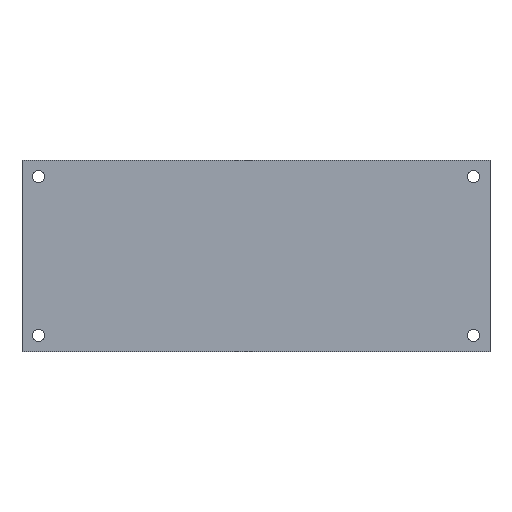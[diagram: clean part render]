
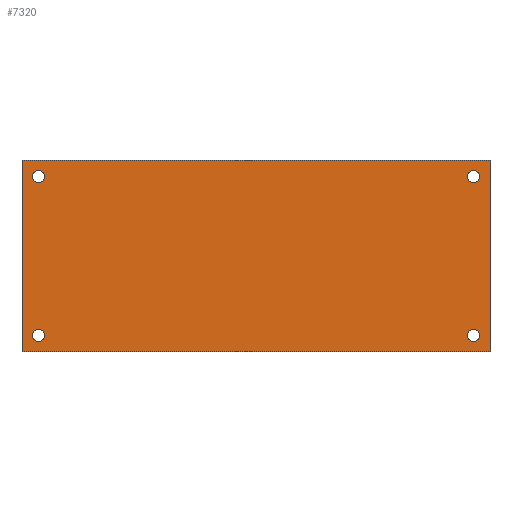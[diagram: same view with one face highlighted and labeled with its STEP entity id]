
A CAD part, front view. The second image highlights one B-rep face of the part: STEP entity #7320.
In plain terms, the highlighted planar face has unit normal (0, -1, 0).
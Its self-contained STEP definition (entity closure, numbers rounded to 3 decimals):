
#132 = AXIS2_PLACEMENT_3D ( 'NONE', #773, #9988, #3246 ) ;
#194 = FACE_BOUND ( 'NONE', #3177, .T. ) ;
#270 = CARTESIAN_POINT ( 'NONE',  ( 6., 0., 66.2 ) ) ;
#412 = CARTESIAN_POINT ( 'NONE',  ( 165., 0., 6. ) ) ;
#556 = AXIS2_PLACEMENT_3D ( 'NONE', #6245, #1904, #7737 ) ;
#662 = CARTESIAN_POINT ( 'NONE',  ( 165., 0., 3.8 ) ) ;
#710 = VECTOR ( 'NONE', #10055, 1000. ) ;
#715 = AXIS2_PLACEMENT_3D ( 'NONE', #10224, #7776, #6948 ) ;
#773 = CARTESIAN_POINT ( 'NONE',  ( 165., 0., 64. ) ) ;
#908 = CARTESIAN_POINT ( 'NONE',  ( 6., 0., 64. ) ) ;
#963 = CARTESIAN_POINT ( 'NONE',  ( 0., 0., 0. ) ) ;
#973 = VERTEX_POINT ( 'NONE', #9645 ) ;
#1057 = ORIENTED_EDGE ( 'NONE', *, *, #5963, .F. ) ;
#1151 = DIRECTION ( 'NONE',  ( 0., 0., 1. ) ) ;
#1268 = AXIS2_PLACEMENT_3D ( 'NONE', #2950, #2138, #1151 ) ;
#1383 = DIRECTION ( 'NONE',  ( 0., 1., 0. ) ) ;
#1489 = VERTEX_POINT ( 'NONE', #10267 ) ;
#1527 = EDGE_CURVE ( 'NONE', #4065, #8776, #4465, .T. ) ;
#1755 = VERTEX_POINT ( 'NONE', #8944 ) ;
#1814 = AXIS2_PLACEMENT_3D ( 'NONE', #908, #10189, #5887 ) ;
#1882 = CARTESIAN_POINT ( 'NONE',  ( 6., 0., 8.2 ) ) ;
#1899 = DIRECTION ( 'NONE',  ( 0., 0., 1. ) ) ;
#1904 = DIRECTION ( 'NONE',  ( 0., 1., 0. ) ) ;
#2116 = AXIS2_PLACEMENT_3D ( 'NONE', #8969, #7310, #3186 ) ;
#2138 = DIRECTION ( 'NONE',  ( 0., 1., 0. ) ) ;
#2338 = EDGE_CURVE ( 'NONE', #9530, #1489, #2627, .T. ) ;
#2407 = CARTESIAN_POINT ( 'NONE',  ( 171., 0., 70. ) ) ;
#2428 = DIRECTION ( 'NONE',  ( 0., 0., -1. ) ) ;
#2438 = FACE_BOUND ( 'NONE', #8983, .T. ) ;
#2450 = ORIENTED_EDGE ( 'NONE', *, *, #10020, .F. ) ;
#2627 = CIRCLE ( 'NONE', #7441, 2.2 ) ;
#2633 = EDGE_CURVE ( 'NONE', #1755, #973, #3406, .T. ) ;
#2697 = VECTOR ( 'NONE', #2428, 1000. ) ;
#2788 = CARTESIAN_POINT ( 'NONE',  ( 0., 0., 70. ) ) ;
#2950 = CARTESIAN_POINT ( 'NONE',  ( 6., 0., 64. ) ) ;
#2956 = LINE ( 'NONE', #10118, #710 ) ;
#2971 = FACE_BOUND ( 'NONE', #7900, .T. ) ;
#2991 = CARTESIAN_POINT ( 'NONE',  ( 0., 0., 70. ) ) ;
#2995 = VECTOR ( 'NONE', #10010, 1000. ) ;
#3132 = CARTESIAN_POINT ( 'NONE',  ( 171., 0., 70. ) ) ;
#3177 = EDGE_LOOP ( 'NONE', ( #7768, #7283 ) ) ;
#3186 = DIRECTION ( 'NONE',  ( 0., 0., 1. ) ) ;
#3246 = DIRECTION ( 'NONE',  ( 0., 0., 1. ) ) ;
#3281 = EDGE_CURVE ( 'NONE', #973, #1755, #7487, .T. ) ;
#3311 = AXIS2_PLACEMENT_3D ( 'NONE', #4368, #6900, #1899 ) ;
#3406 = CIRCLE ( 'NONE', #132, 2.2 ) ;
#3755 = FACE_OUTER_BOUND ( 'NONE', #6188, .T. ) ;
#3771 = CIRCLE ( 'NONE', #1814, 2.2 ) ;
#3772 = EDGE_CURVE ( 'NONE', #10274, #5370, #8533, .T. ) ;
#3868 = CARTESIAN_POINT ( 'NONE',  ( 6., 0., 3.8 ) ) ;
#3950 = CIRCLE ( 'NONE', #1268, 2.2 ) ;
#4043 = EDGE_CURVE ( 'NONE', #7114, #8855, #3950, .T. ) ;
#4065 = VERTEX_POINT ( 'NONE', #2991 ) ;
#4254 = VERTEX_POINT ( 'NONE', #4893 ) ;
#4368 = CARTESIAN_POINT ( 'NONE',  ( 6., 0., 6. ) ) ;
#4465 = LINE ( 'NONE', #2788, #9324 ) ;
#4538 = DIRECTION ( 'NONE',  ( 0., 1., 0. ) ) ;
#4595 = EDGE_CURVE ( 'NONE', #1489, #9530, #5148, .T. ) ;
#4809 = VERTEX_POINT ( 'NONE', #2407 ) ;
#4893 = CARTESIAN_POINT ( 'NONE',  ( 171., 0., 0. ) ) ;
#5133 = AXIS2_PLACEMENT_3D ( 'NONE', #10692, #1383, #10728 ) ;
#5148 = CIRCLE ( 'NONE', #2116, 2.2 ) ;
#5173 = LINE ( 'NONE', #3132, #2697 ) ;
#5343 = LINE ( 'NONE', #10751, #2995 ) ;
#5370 = VERTEX_POINT ( 'NONE', #3868 ) ;
#5479 = ORIENTED_EDGE ( 'NONE', *, *, #10226, .T. ) ;
#5531 = CARTESIAN_POINT ( 'NONE',  ( 6., 0., 61.8 ) ) ;
#5886 = ORIENTED_EDGE ( 'NONE', *, *, #4595, .T. ) ;
#5887 = DIRECTION ( 'NONE',  ( 0., 0., 1. ) ) ;
#5963 = EDGE_CURVE ( 'NONE', #4065, #4809, #5343, .T. ) ;
#6117 = EDGE_CURVE ( 'NONE', #8855, #7114, #3771, .T. ) ;
#6188 = EDGE_LOOP ( 'NONE', ( #5479, #2450, #1057, #9122 ) ) ;
#6245 = CARTESIAN_POINT ( 'NONE',  ( 165., 0., 64. ) ) ;
#6478 = ORIENTED_EDGE ( 'NONE', *, *, #2338, .T. ) ;
#6654 = ORIENTED_EDGE ( 'NONE', *, *, #2633, .T. ) ;
#6900 = DIRECTION ( 'NONE',  ( 0., 1., 0. ) ) ;
#6948 = DIRECTION ( 'NONE',  ( 0., 0., 1. ) ) ;
#7114 = VERTEX_POINT ( 'NONE', #5531 ) ;
#7283 = ORIENTED_EDGE ( 'NONE', *, *, #8455, .T. ) ;
#7310 = DIRECTION ( 'NONE',  ( 0., 1., 0. ) ) ;
#7320 = ADVANCED_FACE ( 'NONE', ( #2438, #9661, #194, #2971, #3755 ), #10184, .F. ) ;
#7441 = AXIS2_PLACEMENT_3D ( 'NONE', #412, #4538, #9694 ) ;
#7487 = CIRCLE ( 'NONE', #556, 2.2 ) ;
#7583 = ORIENTED_EDGE ( 'NONE', *, *, #6117, .T. ) ;
#7737 = DIRECTION ( 'NONE',  ( 0., 0., 1. ) ) ;
#7768 = ORIENTED_EDGE ( 'NONE', *, *, #3772, .T. ) ;
#7776 = DIRECTION ( 'NONE',  ( 0., 1., 0. ) ) ;
#7782 = DIRECTION ( 'NONE',  ( 0., 0., -1. ) ) ;
#7900 = EDGE_LOOP ( 'NONE', ( #7583, #10176 ) ) ;
#8455 = EDGE_CURVE ( 'NONE', #5370, #10274, #9408, .T. ) ;
#8533 = CIRCLE ( 'NONE', #3311, 2.2 ) ;
#8776 = VERTEX_POINT ( 'NONE', #963 ) ;
#8855 = VERTEX_POINT ( 'NONE', #270 ) ;
#8944 = CARTESIAN_POINT ( 'NONE',  ( 165., 0., 66.2 ) ) ;
#8969 = CARTESIAN_POINT ( 'NONE',  ( 165., 0., 6. ) ) ;
#8983 = EDGE_LOOP ( 'NONE', ( #6654, #9307 ) ) ;
#9122 = ORIENTED_EDGE ( 'NONE', *, *, #1527, .T. ) ;
#9307 = ORIENTED_EDGE ( 'NONE', *, *, #3281, .T. ) ;
#9324 = VECTOR ( 'NONE', #7782, 1000. ) ;
#9408 = CIRCLE ( 'NONE', #5133, 2.2 ) ;
#9530 = VERTEX_POINT ( 'NONE', #662 ) ;
#9645 = CARTESIAN_POINT ( 'NONE',  ( 165., 0., 61.8 ) ) ;
#9661 = FACE_BOUND ( 'NONE', #10273, .T. ) ;
#9694 = DIRECTION ( 'NONE',  ( 0., 0., 1. ) ) ;
#9988 = DIRECTION ( 'NONE',  ( 0., 1., 0. ) ) ;
#10010 = DIRECTION ( 'NONE',  ( 1., 0., 0. ) ) ;
#10020 = EDGE_CURVE ( 'NONE', #4809, #4254, #5173, .T. ) ;
#10055 = DIRECTION ( 'NONE',  ( 1., 0., 0. ) ) ;
#10118 = CARTESIAN_POINT ( 'NONE',  ( 0., 0., 0. ) ) ;
#10176 = ORIENTED_EDGE ( 'NONE', *, *, #4043, .T. ) ;
#10184 = PLANE ( 'NONE',  #715 ) ;
#10189 = DIRECTION ( 'NONE',  ( 0., 1., 0. ) ) ;
#10224 = CARTESIAN_POINT ( 'NONE',  ( 0., 0., 70. ) ) ;
#10226 = EDGE_CURVE ( 'NONE', #8776, #4254, #2956, .T. ) ;
#10267 = CARTESIAN_POINT ( 'NONE',  ( 165., 0., 8.2 ) ) ;
#10273 = EDGE_LOOP ( 'NONE', ( #5886, #6478 ) ) ;
#10274 = VERTEX_POINT ( 'NONE', #1882 ) ;
#10692 = CARTESIAN_POINT ( 'NONE',  ( 6., 0., 6. ) ) ;
#10728 = DIRECTION ( 'NONE',  ( 0., 0., 1. ) ) ;
#10751 = CARTESIAN_POINT ( 'NONE',  ( 0., 0., 70. ) ) ;
